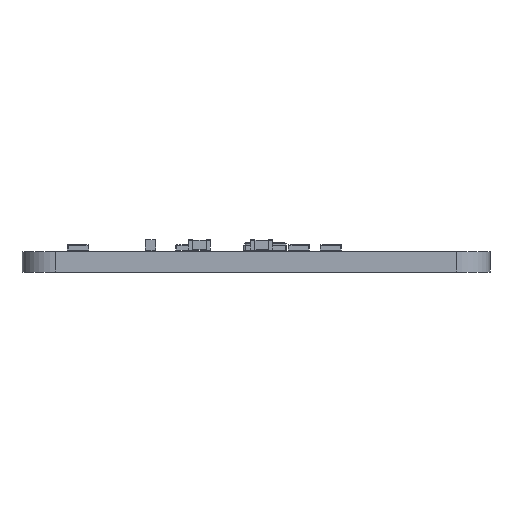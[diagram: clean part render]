
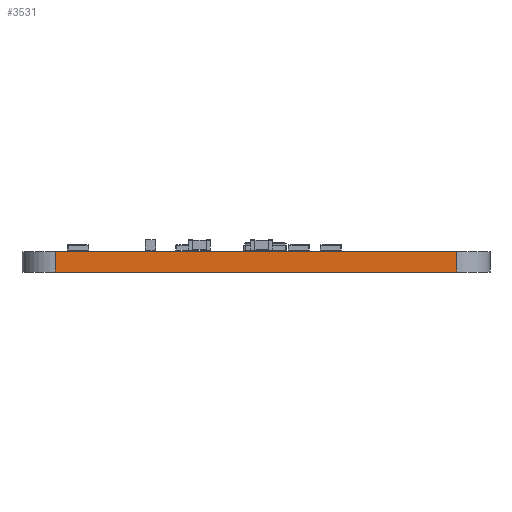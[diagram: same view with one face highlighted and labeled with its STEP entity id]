
A CAD part, front view. The second image highlights one B-rep face of the part: STEP entity #3531.
In plain terms, the highlighted planar face has unit normal (0, -1, 0).
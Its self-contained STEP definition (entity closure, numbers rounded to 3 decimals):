
#2784 = VERTEX_POINT('',#2785);
#2785 = CARTESIAN_POINT('',(125.,-112.5,0.));
#2792 = EDGE_CURVE('',#2793,#2784,#2795,.T.);
#2793 = VERTEX_POINT('',#2794);
#2794 = CARTESIAN_POINT('',(155.,-112.5,0.));
#2795 = LINE('',#2796,#2797);
#2796 = CARTESIAN_POINT('',(155.,-112.5,0.));
#2797 = VECTOR('',#2798,1.);
#2798 = DIRECTION('',(-1.,0.,0.));
#3144 = VERTEX_POINT('',#3145);
#3145 = CARTESIAN_POINT('',(125.,-112.5,1.51));
#3152 = EDGE_CURVE('',#3153,#3144,#3155,.T.);
#3153 = VERTEX_POINT('',#3154);
#3154 = CARTESIAN_POINT('',(155.,-112.5,1.51));
#3155 = LINE('',#3156,#3157);
#3156 = CARTESIAN_POINT('',(155.,-112.5,1.51));
#3157 = VECTOR('',#3158,1.);
#3158 = DIRECTION('',(-1.,0.,0.));
#3503 = EDGE_CURVE('',#2793,#3153,#3504,.T.);
#3504 = LINE('',#3505,#3506);
#3505 = CARTESIAN_POINT('',(155.,-112.5,0.));
#3506 = VECTOR('',#3507,1.);
#3507 = DIRECTION('',(0.,0.,1.));
#3531 = ADVANCED_FACE('',(#3532),#3543,.T.);
#3532 = FACE_BOUND('',#3533,.T.);
#3533 = EDGE_LOOP('',(#3534,#3535,#3536,#3542));
#3534 = ORIENTED_EDGE('',*,*,#3503,.T.);
#3535 = ORIENTED_EDGE('',*,*,#3152,.T.);
#3536 = ORIENTED_EDGE('',*,*,#3537,.F.);
#3537 = EDGE_CURVE('',#2784,#3144,#3538,.T.);
#3538 = LINE('',#3539,#3540);
#3539 = CARTESIAN_POINT('',(125.,-112.5,0.));
#3540 = VECTOR('',#3541,1.);
#3541 = DIRECTION('',(0.,0.,1.));
#3542 = ORIENTED_EDGE('',*,*,#2792,.F.);
#3543 = PLANE('',#3544);
#3544 = AXIS2_PLACEMENT_3D('',#3545,#3546,#3547);
#3545 = CARTESIAN_POINT('',(155.,-112.5,0.));
#3546 = DIRECTION('',(0.,-1.,0.));
#3547 = DIRECTION('',(-1.,0.,0.));
